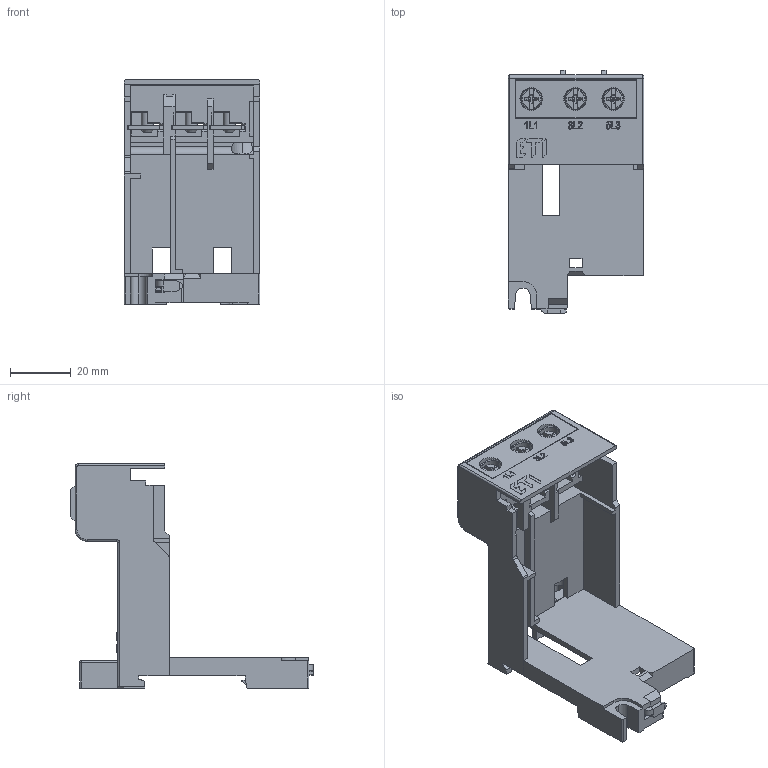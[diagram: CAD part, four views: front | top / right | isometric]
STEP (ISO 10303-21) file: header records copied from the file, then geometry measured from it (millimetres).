
FILE_DESCRIPTION((''),'2;1');
FILE_NAME('BF27-2D_3DEMA_ASM','2021-06-11T',('marketing.praksa'),('Audax d.o.o.'),'CREO PARAMETRIC BY PTC INC, 2017480','CREO PARAMETRIC BY PTC INC, 2017480','');
FILE_SCHEMA(('AUTOMOTIVE_DESIGN { 1 0 10303 214 1 1 1 1 }'));
Products named in the file (14): 1812490048_1; 1812490048_2; 1812490048_3; 1812490048_4; 1812490048_5; 1812490048_6; 1812490048_7; 1812490048_8; 1812490048_9; 1812490048_10; 1812490048_11; 1812490048_12; PRT9561; BF27-2D_3DEMA_ASM
Assembly tree (13 placements, depth 2):
  BF27-2D_3DEMA_ASM
    1812490048_1
    1812490048_2
    1812490048_3
    1812490048_4
    1812490048_5
    1812490048_6
    1812490048_7
    1812490048_8
    1812490048_9
    1812490048_10
    1812490048_11
    1812490048_12
    PRT9561
Bounding box: 44.8 x 80 x 73.9 mm (x, y, z)
Volume: 27835.7 mm3; surface area: 30978.9 mm2
Topology: 15 solids, 17 shells, 988 faces, 2727 edges, 1788 vertices
Faces by surface type: plane 638, cylinder 165, extrusion 97, bspline 46, torus 25, cone 15, sphere 2
Entity records: 56141 total; most frequent: CARTESIAN_POINT 15023, ORIENTED_EDGE 5450, DIRECTION 4581, PRESENTATION_STYLE_ASSIGNMENT 3825, STYLED_ITEM 3825, CURVE_STYLE 2822, EDGE_CURVE 2725, VECTOR 2023
